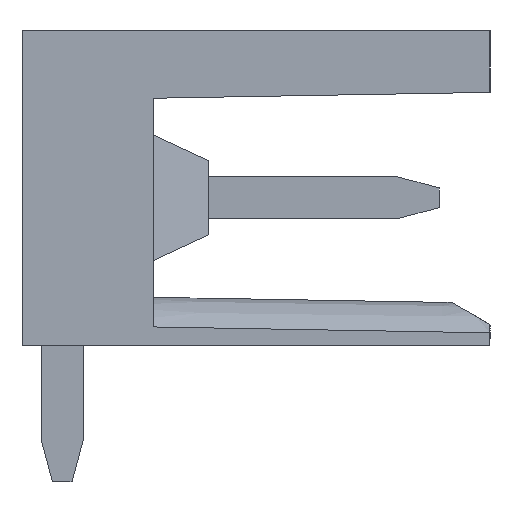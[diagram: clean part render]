
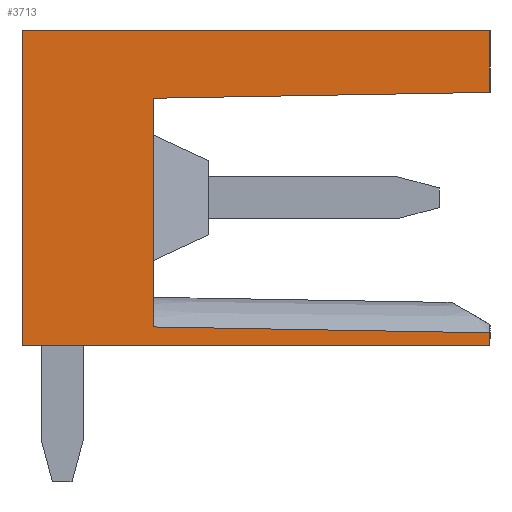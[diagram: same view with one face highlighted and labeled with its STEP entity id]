
A CAD part, left-side view. The second image highlights one B-rep face of the part: STEP entity #3713.
In plain terms, the highlighted planar face has unit normal (-1, 0, 0).
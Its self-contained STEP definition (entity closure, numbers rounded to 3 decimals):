
#3682=AXIS2_PLACEMENT_3D('Plane Axis2P3D',#3679,#3680,#3681) ;
#1773=CARTESIAN_POINT('Vertex',(0.,11.05,3.2)) ;
#1776=CARTESIAN_POINT('Line Origine',(0.,11.05,6.925)) ;
#1780=CARTESIAN_POINT('Vertex',(0.,11.05,10.65)) ;
#2139=CARTESIAN_POINT('Vertex',(0.,0.,3.2)) ;
#2142=CARTESIAN_POINT('Line Origine',(0.,5.525,3.2)) ;
#2197=CARTESIAN_POINT('Vertex',(0.,0.,10.65)) ;
#2202=CARTESIAN_POINT('Line Origine',(0.,0.,9.919)) ;
#2206=CARTESIAN_POINT('Vertex',(0.,0.,9.189)) ;
#2739=CARTESIAN_POINT('Line Origine',(0.,0.,3.356)) ;
#2743=CARTESIAN_POINT('Vertex',(0.,0.,3.511)) ;
#3145=CARTESIAN_POINT('Line Origine',(0.,5.525,10.65)) ;
#3679=CARTESIAN_POINT('Axis2P3D Location',(0.,0.,0.)) ;
#3684=CARTESIAN_POINT('Line Origine',(0.,3.975,3.581)) ;
#3688=CARTESIAN_POINT('Vertex',(0.,7.95,3.65)) ;
#3691=CARTESIAN_POINT('Line Origine',(0.,7.95,6.35)) ;
#3695=CARTESIAN_POINT('Vertex',(0.,7.95,9.05)) ;
#3698=CARTESIAN_POINT('Line Origine',(0.,3.975,9.119)) ;
#1777=DIRECTION('Vector Direction',(0.,0.,1.)) ;
#2143=DIRECTION('Vector Direction',(0.,1.,0.)) ;
#2203=DIRECTION('Vector Direction',(0.,0.,-1.)) ;
#2740=DIRECTION('Vector Direction',(0.,0.,-1.)) ;
#3146=DIRECTION('Vector Direction',(0.,-1.,0.)) ;
#3680=DIRECTION('Axis2P3D Direction',(-1.,0.,0.)) ;
#3681=DIRECTION('Axis2P3D XDirection',(0.,-1.,0.)) ;
#3685=DIRECTION('Vector Direction',(0.,1.,0.017)) ;
#3692=DIRECTION('Vector Direction',(0.,0.,1.)) ;
#3699=DIRECTION('Vector Direction',(0.,1.,-0.017)) ;
#1778=VECTOR('Line Direction',#1777,1.) ;
#2144=VECTOR('Line Direction',#2143,1.) ;
#2204=VECTOR('Line Direction',#2203,1.) ;
#2741=VECTOR('Line Direction',#2740,1.) ;
#3147=VECTOR('Line Direction',#3146,1.) ;
#3686=VECTOR('Line Direction',#3685,1.) ;
#3693=VECTOR('Line Direction',#3692,1.) ;
#3700=VECTOR('Line Direction',#3699,1.) ;
#3704=ORIENTED_EDGE('',*,*,#2208,.T.) ;
#3705=ORIENTED_EDGE('',*,*,#3149,.T.) ;
#3706=ORIENTED_EDGE('',*,*,#1782,.T.) ;
#3707=ORIENTED_EDGE('',*,*,#2146,.T.) ;
#3708=ORIENTED_EDGE('',*,*,#2745,.T.) ;
#3709=ORIENTED_EDGE('',*,*,#3690,.F.) ;
#3710=ORIENTED_EDGE('',*,*,#3697,.F.) ;
#3711=ORIENTED_EDGE('',*,*,#3702,.F.) ;
#3713=ADVANCED_FACE('HOUSING',(#3712),#3683,.T.) ;
#1782=EDGE_CURVE('',#1781,#1774,#1779,.F.) ;
#2146=EDGE_CURVE('',#1774,#2140,#2145,.F.) ;
#2208=EDGE_CURVE('',#2207,#2198,#2205,.F.) ;
#2745=EDGE_CURVE('',#2140,#2744,#2742,.F.) ;
#3149=EDGE_CURVE('',#2198,#1781,#3148,.F.) ;
#3690=EDGE_CURVE('',#3689,#2744,#3687,.F.) ;
#3697=EDGE_CURVE('',#3696,#3689,#3694,.F.) ;
#3702=EDGE_CURVE('',#2207,#3696,#3701,.T.) ;
#3703=EDGE_LOOP('',(#3704,#3705,#3706,#3707,#3708,#3709,#3710,#3711)) ;
#3712=FACE_OUTER_BOUND('',#3703,.T.) ;
#1779=LINE('Line',#1776,#1778) ;
#2145=LINE('Line',#2142,#2144) ;
#2205=LINE('Line',#2202,#2204) ;
#2742=LINE('Line',#2739,#2741) ;
#3148=LINE('Line',#3145,#3147) ;
#3687=LINE('Line',#3684,#3686) ;
#3694=LINE('Line',#3691,#3693) ;
#3701=LINE('Line',#3698,#3700) ;
#3683=PLANE('',#3682) ;
#1774=VERTEX_POINT('',#1773) ;
#1781=VERTEX_POINT('',#1780) ;
#2140=VERTEX_POINT('',#2139) ;
#2198=VERTEX_POINT('',#2197) ;
#2207=VERTEX_POINT('',#2206) ;
#2744=VERTEX_POINT('',#2743) ;
#3689=VERTEX_POINT('',#3688) ;
#3696=VERTEX_POINT('',#3695) ;
